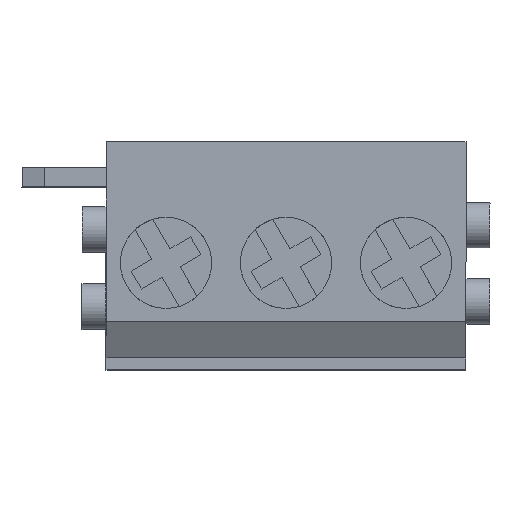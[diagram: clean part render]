
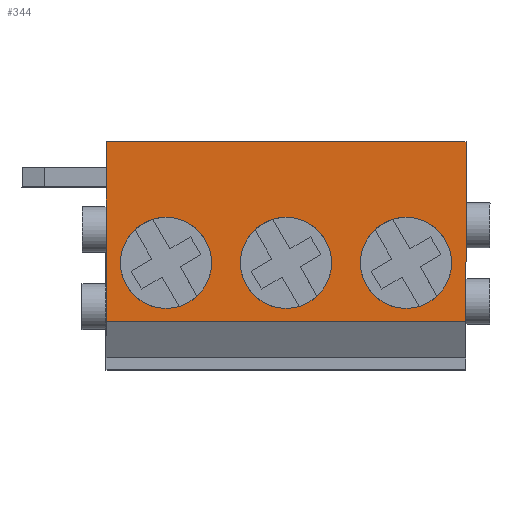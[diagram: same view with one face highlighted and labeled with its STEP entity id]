
A CAD part, top view. The second image highlights one B-rep face of the part: STEP entity #344.
In plain terms, the highlighted planar face has unit normal (0, 0, 1).
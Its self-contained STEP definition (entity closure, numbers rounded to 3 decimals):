
#344 = ADVANCED_FACE( '', ( #743, #744, #745, #746 ), #747, .T. );
#743 = FACE_BOUND( '', #1189, .T. );
#744 = FACE_BOUND( '', #1190, .T. );
#745 = FACE_BOUND( '', #1191, .T. );
#746 = FACE_OUTER_BOUND( '', #1192, .T. );
#747 = PLANE( '', #1193 );
#1189 = EDGE_LOOP( '', ( #2165 ) );
#1190 = EDGE_LOOP( '', ( #2166 ) );
#1191 = EDGE_LOOP( '', ( #2167 ) );
#1192 = EDGE_LOOP( '', ( #2168, #2169, #2170, #2171 ) );
#1193 = AXIS2_PLACEMENT_3D( '', #2172, #2173, #2174 );
#2165 = ORIENTED_EDGE( '', *, *, #2959, .T. );
#2166 = ORIENTED_EDGE( '', *, *, #2969, .T. );
#2167 = ORIENTED_EDGE( '', *, *, #2930, .T. );
#2168 = ORIENTED_EDGE( '', *, *, #2994, .F. );
#2169 = ORIENTED_EDGE( '', *, *, #2923, .F. );
#2170 = ORIENTED_EDGE( '', *, *, #2801, .T. );
#2171 = ORIENTED_EDGE( '', *, *, #2846, .T. );
#2172 = CARTESIAN_POINT( '', ( -40.387, -89.392, -103.7 ) );
#2173 = DIRECTION( '', ( 0., 0., 1. ) );
#2174 = DIRECTION( '', ( 0., 1., 0. ) );
#2801 = EDGE_CURVE( '', #3426, #3424, #3427, .T. );
#2846 = EDGE_CURVE( '', #3424, #3488, #3490, .T. );
#2923 = EDGE_CURVE( '', #3426, #3608, #3610, .T. );
#2930 = EDGE_CURVE( '', #3618, #3618, #3619, .T. );
#2959 = EDGE_CURVE( '', #3656, #3656, #3657, .T. );
#2969 = EDGE_CURVE( '', #3668, #3668, #3669, .T. );
#2994 = EDGE_CURVE( '', #3608, #3488, #3697, .T. );
#3424 = VERTEX_POINT( '', #4284 );
#3426 = VERTEX_POINT( '', #4287 );
#3427 = LINE( '', #4288, #4289 );
#3488 = VERTEX_POINT( '', #4378 );
#3490 = LINE( '', #4381, #4382 );
#3608 = VERTEX_POINT( '', #4549 );
#3610 = LINE( '', #4552, #4553 );
#3618 = VERTEX_POINT( '', #4564 );
#3619 = CIRCLE( '', #4565, 1.9 );
#3656 = VERTEX_POINT( '', #4620 );
#3657 = CIRCLE( '', #4621, 1.9 );
#3668 = VERTEX_POINT( '', #4636 );
#3669 = CIRCLE( '', #4637, 1.9 );
#3697 = LINE( '', #4677, #4678 );
#4284 = CARTESIAN_POINT( '', ( -40.387, -89.392, -103.7 ) );
#4287 = CARTESIAN_POINT( '', ( -40.387, -81.892, -103.7 ) );
#4288 = CARTESIAN_POINT( '', ( -40.387, -89.392, -103.7 ) );
#4289 = VECTOR( '', #4991, 1000. );
#4378 = CARTESIAN_POINT( '', ( -25.387, -89.392, -103.7 ) );
#4381 = CARTESIAN_POINT( '', ( -40.387, -89.392, -103.7 ) );
#4382 = VECTOR( '', #5033, 1000. );
#4549 = CARTESIAN_POINT( '', ( -25.387, -81.892, -103.7 ) );
#4552 = CARTESIAN_POINT( '', ( -40.387, -81.892, -103.7 ) );
#4553 = VECTOR( '', #5111, 1000. );
#4564 = CARTESIAN_POINT( '', ( -32.887, -85.042, -103.7 ) );
#4565 = AXIS2_PLACEMENT_3D( '', #5118, #5119, #5120 );
#4620 = CARTESIAN_POINT( '', ( -37.887, -85.042, -103.7 ) );
#4621 = AXIS2_PLACEMENT_3D( '', #5145, #5146, #5147 );
#4636 = CARTESIAN_POINT( '', ( -27.887, -85.042, -103.7 ) );
#4637 = AXIS2_PLACEMENT_3D( '', #5155, #5156, #5157 );
#4677 = CARTESIAN_POINT( '', ( -25.387, -89.392, -103.7 ) );
#4678 = VECTOR( '', #5173, 1000. );
#4991 = DIRECTION( '', ( 0., -1., 0. ) );
#5033 = DIRECTION( '', ( 1., 0., 0. ) );
#5111 = DIRECTION( '', ( 1., 0., 0. ) );
#5118 = CARTESIAN_POINT( '', ( -32.887, -86.942, -103.7 ) );
#5119 = DIRECTION( '', ( 0., 0., -1. ) );
#5120 = DIRECTION( '', ( 0., 1., 0. ) );
#5145 = CARTESIAN_POINT( '', ( -37.887, -86.942, -103.7 ) );
#5146 = DIRECTION( '', ( 0., 0., -1. ) );
#5147 = DIRECTION( '', ( 0., 1., 0. ) );
#5155 = CARTESIAN_POINT( '', ( -27.887, -86.942, -103.7 ) );
#5156 = DIRECTION( '', ( 0., 0., -1. ) );
#5157 = DIRECTION( '', ( 0., 1., 0. ) );
#5173 = DIRECTION( '', ( 0., -1., 0. ) );
